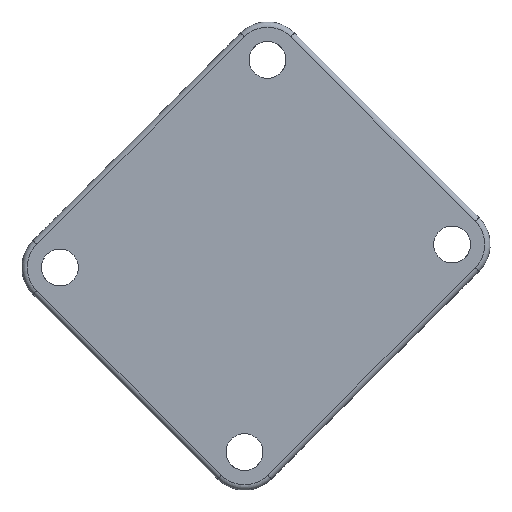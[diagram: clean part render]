
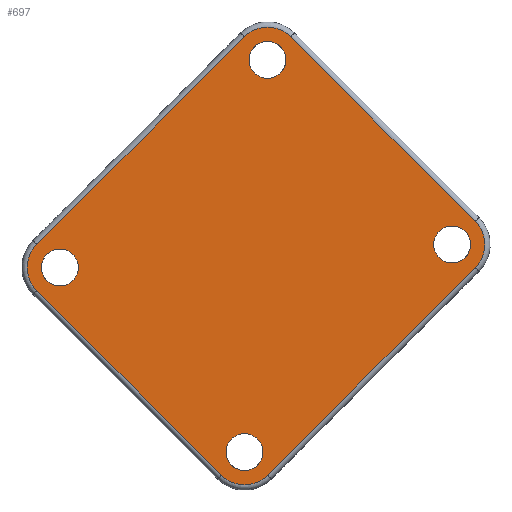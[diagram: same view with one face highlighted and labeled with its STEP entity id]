
A CAD part, front view. The second image highlights one B-rep face of the part: STEP entity #697.
In plain terms, the highlighted planar face has unit normal (0, -1, 0).
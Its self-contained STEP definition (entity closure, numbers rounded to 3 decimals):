
#19=FACE_BOUND('',#186,.T.);
#20=FACE_BOUND('',#187,.T.);
#21=FACE_BOUND('',#188,.T.);
#22=FACE_BOUND('',#189,.T.);
#25=PLANE('',#774);
#31=LINE('',#1116,#71);
#33=LINE('',#1128,#73);
#35=LINE('',#1140,#75);
#36=LINE('',#1148,#76);
#71=VECTOR('',#864,10.);
#73=VECTOR('',#878,10.);
#75=VECTOR('',#892,10.);
#76=VECTOR('',#903,10.);
#143=FACE_OUTER_BOUND('',#185,.T.);
#185=EDGE_LOOP('',(#507,#508,#509,#510,#511,#512,#513,#514));
#186=EDGE_LOOP('',(#515));
#187=EDGE_LOOP('',(#516));
#188=EDGE_LOOP('',(#517));
#189=EDGE_LOOP('',(#518));
#220=CIRCLE('',#743,3.1);
#226=CIRCLE('',#751,3.1);
#230=CIRCLE('',#757,3.1);
#234=CIRCLE('',#763,3.1);
#240=CIRCLE('',#775,1.75);
#241=CIRCLE('',#776,1.75);
#242=CIRCLE('',#777,1.75);
#243=CIRCLE('',#778,1.75);
#284=VERTEX_POINT('',#1104);
#285=VERTEX_POINT('',#1106);
#287=VERTEX_POINT('',#1112);
#289=VERTEX_POINT('',#1118);
#291=VERTEX_POINT('',#1124);
#293=VERTEX_POINT('',#1130);
#295=VERTEX_POINT('',#1136);
#297=VERTEX_POINT('',#1142);
#308=VERTEX_POINT('',#1177);
#309=VERTEX_POINT('',#1179);
#310=VERTEX_POINT('',#1181);
#311=VERTEX_POINT('',#1183);
#348=EDGE_CURVE('',#284,#285,#220,.T.);
#353=EDGE_CURVE('',#285,#287,#31,.T.);
#356=EDGE_CURVE('',#287,#289,#226,.T.);
#359=EDGE_CURVE('',#289,#291,#33,.T.);
#362=EDGE_CURVE('',#291,#293,#230,.T.);
#365=EDGE_CURVE('',#293,#295,#35,.T.);
#368=EDGE_CURVE('',#295,#297,#234,.T.);
#369=EDGE_CURVE('',#297,#284,#36,.T.);
#384=EDGE_CURVE('',#308,#308,#240,.T.);
#385=EDGE_CURVE('',#309,#309,#241,.T.);
#386=EDGE_CURVE('',#310,#310,#242,.T.);
#387=EDGE_CURVE('',#311,#311,#243,.T.);
#507=ORIENTED_EDGE('',*,*,#348,.F.);
#508=ORIENTED_EDGE('',*,*,#369,.F.);
#509=ORIENTED_EDGE('',*,*,#368,.F.);
#510=ORIENTED_EDGE('',*,*,#365,.F.);
#511=ORIENTED_EDGE('',*,*,#362,.F.);
#512=ORIENTED_EDGE('',*,*,#359,.F.);
#513=ORIENTED_EDGE('',*,*,#356,.F.);
#514=ORIENTED_EDGE('',*,*,#353,.F.);
#515=ORIENTED_EDGE('',*,*,#384,.T.);
#516=ORIENTED_EDGE('',*,*,#385,.T.);
#517=ORIENTED_EDGE('',*,*,#386,.T.);
#518=ORIENTED_EDGE('',*,*,#387,.T.);
#697=ADVANCED_FACE('',(#143,#19,#20,#21,#22),#25,.T.);
#743=AXIS2_PLACEMENT_3D('',#1107,#853,#854);
#751=AXIS2_PLACEMENT_3D('',#1122,#871,#872);
#757=AXIS2_PLACEMENT_3D('',#1134,#885,#886);
#763=AXIS2_PLACEMENT_3D('',#1146,#899,#900);
#774=AXIS2_PLACEMENT_3D('',#1176,#931,#932);
#775=AXIS2_PLACEMENT_3D('',#1178,#933,#934);
#776=AXIS2_PLACEMENT_3D('',#1180,#935,#936);
#777=AXIS2_PLACEMENT_3D('',#1182,#937,#938);
#778=AXIS2_PLACEMENT_3D('',#1184,#939,#940);
#853=DIRECTION('center_axis',(0.,1.,0.));
#854=DIRECTION('ref_axis',(-1.,0.,0.));
#864=DIRECTION('',(0.707,0.,0.707));
#871=DIRECTION('center_axis',(0.,1.,0.));
#872=DIRECTION('ref_axis',(0.,0.,1.));
#878=DIRECTION('',(0.707,0.,-0.707));
#885=DIRECTION('center_axis',(0.,1.,0.));
#886=DIRECTION('ref_axis',(1.,0.,0.));
#892=DIRECTION('',(-0.707,0.,-0.707));
#899=DIRECTION('center_axis',(0.,1.,0.));
#900=DIRECTION('ref_axis',(0.,0.,-1.));
#903=DIRECTION('',(-0.707,0.,0.707));
#931=DIRECTION('center_axis',(0.,-1.,0.));
#932=DIRECTION('ref_axis',(0.,0.,-1.));
#933=DIRECTION('center_axis',(0.,1.,0.));
#934=DIRECTION('ref_axis',(-1.,0.,0.));
#935=DIRECTION('center_axis',(0.,1.,0.));
#936=DIRECTION('ref_axis',(-1.,0.,0.));
#937=DIRECTION('center_axis',(0.,1.,0.));
#938=DIRECTION('ref_axis',(-1.,0.,0.));
#939=DIRECTION('center_axis',(0.,1.,0.));
#940=DIRECTION('ref_axis',(-1.,0.,0.));
#1104=CARTESIAN_POINT('',(-557.285,143.005,195.076));
#1106=CARTESIAN_POINT('',(-557.285,143.005,199.46));
#1107=CARTESIAN_POINT('Origin',(-555.093,143.005,197.268));
#1112=CARTESIAN_POINT('',(-537.628,143.005,219.118));
#1116=CARTESIAN_POINT('',(-541.269,143.005,215.476));
#1118=CARTESIAN_POINT('',(-533.244,143.005,219.118));
#1122=CARTESIAN_POINT('Origin',(-535.436,143.005,216.926));
#1124=CARTESIAN_POINT('',(-515.765,143.005,201.64));
#1128=CARTESIAN_POINT('',(-535.789,143.005,221.663));
#1130=CARTESIAN_POINT('',(-515.765,143.005,197.256));
#1134=CARTESIAN_POINT('Origin',(-517.957,143.005,199.448));
#1136=CARTESIAN_POINT('',(-535.423,143.005,177.598));
#1140=CARTESIAN_POINT('',(-519.407,143.005,193.614));
#1142=CARTESIAN_POINT('',(-539.807,143.005,177.598));
#1146=CARTESIAN_POINT('Origin',(-537.615,143.005,179.79));
#1148=CARTESIAN_POINT('',(-559.831,143.005,197.622));
#1176=CARTESIAN_POINT('Origin',(-535.436,143.005,222.017));
#1177=CARTESIAN_POINT('',(-535.865,143.005,179.79));
#1178=CARTESIAN_POINT('Origin',(-537.615,143.005,179.79));
#1179=CARTESIAN_POINT('',(-516.207,143.005,199.447));
#1180=CARTESIAN_POINT('Origin',(-517.957,143.005,199.447));
#1181=CARTESIAN_POINT('',(-553.343,143.005,197.268));
#1182=CARTESIAN_POINT('Origin',(-555.093,143.005,197.268));
#1183=CARTESIAN_POINT('',(-533.686,143.005,216.926));
#1184=CARTESIAN_POINT('Origin',(-535.436,143.005,216.926));
